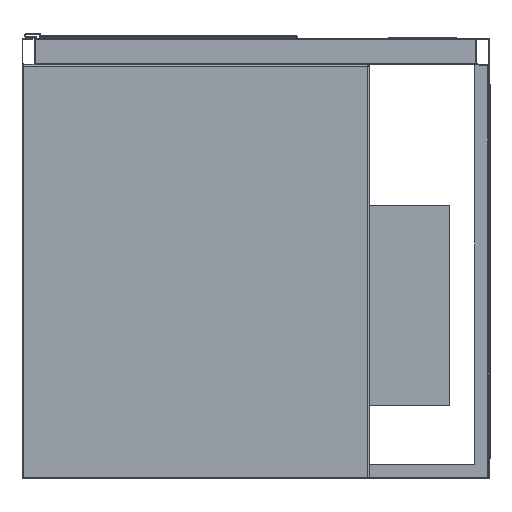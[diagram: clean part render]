
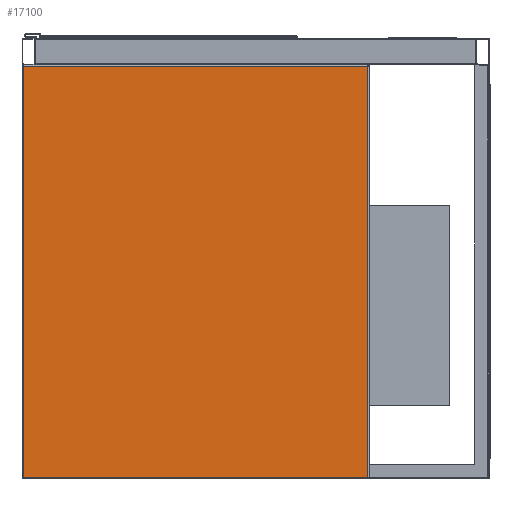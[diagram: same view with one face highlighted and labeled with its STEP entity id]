
A CAD part, front view. The second image highlights one B-rep face of the part: STEP entity #17100.
In plain terms, the highlighted planar face has unit normal (0, -1, 0).
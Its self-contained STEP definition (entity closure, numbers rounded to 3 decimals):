
#16 = ORIENTED_EDGE ( 'NONE', *, *, #8477, .T. ) ;
#118 = EDGE_CURVE ( 'NONE', #4519, #8217, #25580, .T. ) ;
#1787 = EDGE_CURVE ( 'NONE', #28126, #4519, #9518, .T. ) ;
#2777 = AXIS2_PLACEMENT_3D ( 'NONE', #12294, #4184, #21881 ) ;
#4184 = DIRECTION ( 'NONE',  ( 0., -1., 0. ) ) ;
#4519 = VERTEX_POINT ( 'NONE', #20421 ) ;
#6233 = EDGE_CURVE ( 'NONE', #8217, #19078, #13920, .T. ) ;
#6447 = DIRECTION ( 'NONE',  ( 0., 0., -1. ) ) ;
#6845 = CARTESIAN_POINT ( 'NONE',  ( -260., -230., -658. ) ) ;
#8217 = VERTEX_POINT ( 'NONE', #21474 ) ;
#8477 = EDGE_CURVE ( 'NONE', #19078, #28126, #17228, .T. ) ;
#9518 = LINE ( 'NONE', #21417, #11608 ) ;
#10079 = VECTOR ( 'NONE', #28509, 1000. ) ;
#11608 = VECTOR ( 'NONE', #21572, 1000. ) ;
#11649 = PLANE ( 'NONE',  #2777 ) ;
#12294 = CARTESIAN_POINT ( 'NONE',  ( -260., -230., -660. ) ) ;
#13244 = EDGE_LOOP ( 'NONE', ( #30876, #26541, #16, #23003 ) ) ;
#13920 = LINE ( 'NONE', #29004, #25631 ) ;
#14847 = VECTOR ( 'NONE', #27125, 1000. ) ;
#17100 = ADVANCED_FACE ( 'Fl�che8', ( #19622 ), #11649, .T. ) ;
#17228 = LINE ( 'NONE', #6845, #14847 ) ;
#18611 = CARTESIAN_POINT ( 'NONE',  ( -260., -230., -42. ) ) ;
#19078 = VERTEX_POINT ( 'NONE', #31280 ) ;
#19622 = FACE_OUTER_BOUND ( 'NONE', #13244, .T. ) ;
#20421 = CARTESIAN_POINT ( 'NONE',  ( 258., -230., -42. ) ) ;
#21417 = CARTESIAN_POINT ( 'NONE',  ( 258., -230., -660. ) ) ;
#21474 = CARTESIAN_POINT ( 'NONE',  ( -258., -230., -42. ) ) ;
#21572 = DIRECTION ( 'NONE',  ( 0., 0., 1. ) ) ;
#21881 = DIRECTION ( 'NONE',  ( 0., 0., -1. ) ) ;
#23003 = ORIENTED_EDGE ( 'NONE', *, *, #1787, .T. ) ;
#25580 = LINE ( 'NONE', #18611, #10079 ) ;
#25631 = VECTOR ( 'NONE', #6447, 1000. ) ;
#26541 = ORIENTED_EDGE ( 'NONE', *, *, #6233, .T. ) ;
#27125 = DIRECTION ( 'NONE',  ( 1., 0., 0. ) ) ;
#28126 = VERTEX_POINT ( 'NONE', #30984 ) ;
#28509 = DIRECTION ( 'NONE',  ( -1., 0., 0. ) ) ;
#29004 = CARTESIAN_POINT ( 'NONE',  ( -258., -230., -660. ) ) ;
#30876 = ORIENTED_EDGE ( 'NONE', *, *, #118, .T. ) ;
#30984 = CARTESIAN_POINT ( 'NONE',  ( 258., -230., -658. ) ) ;
#31280 = CARTESIAN_POINT ( 'NONE',  ( -258., -230., -658. ) ) ;
